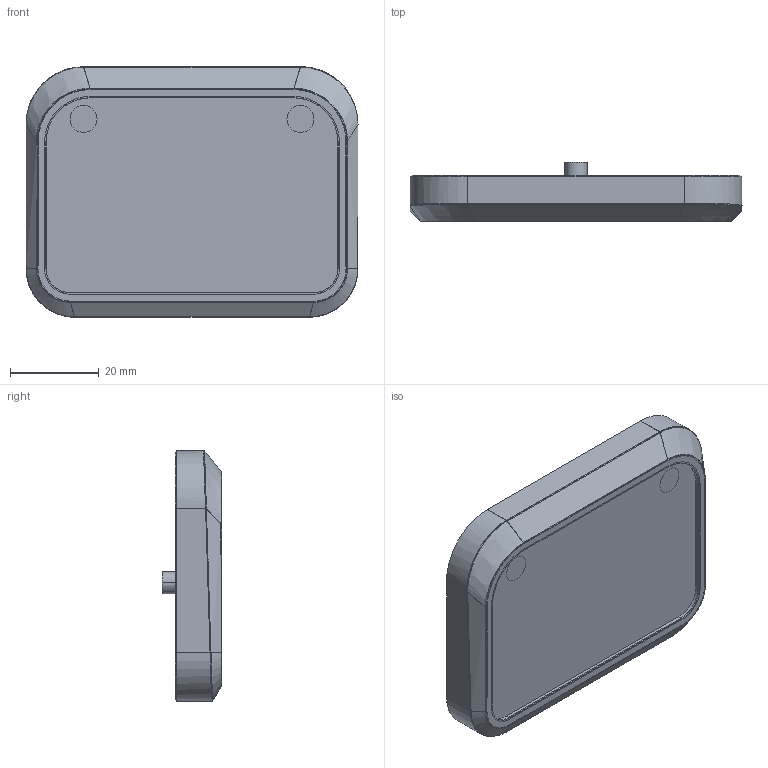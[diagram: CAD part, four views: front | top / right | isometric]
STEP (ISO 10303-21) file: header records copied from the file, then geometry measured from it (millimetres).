
FILE_DESCRIPTION((''),'2;1');
FILE_NAME('UWU_BRASS_CASE','2023-10-12T19:42:03',('Shelly'),(''),'CREO PARAMETRIC BY PTC INC, 2019471','CREO PARAMETRIC BY PTC INC, 2019471','');
FILE_SCHEMA(('AUTOMOTIVE_DESIGN { 1 0 10303 214 1 1 1 1 }'));
Length unit declared in the file: millimetre
Products named in the file (1): UWU_BRASS_CASE
Bounding box: 75 x 13.5 x 56.6 mm (x, y, z)
Volume: 13266.4 mm3; surface area: 18708 mm2
Topology: 1 solids, 3 shells, 184 faces, 474 edges, 304 vertices
Faces by surface type: plane 78, cylinder 60, bspline 22, cone 20, torus 4
Entity records: 8413 total; most frequent: CARTESIAN_POINT 2377, ORIENTED_EDGE 928, DIRECTION 896, PRESENTATION_STYLE_ASSIGNMENT 485, STYLED_ITEM 477, CURVE_STYLE 474, EDGE_CURVE 474, AXIS2_PLACEMENT_3D 308
